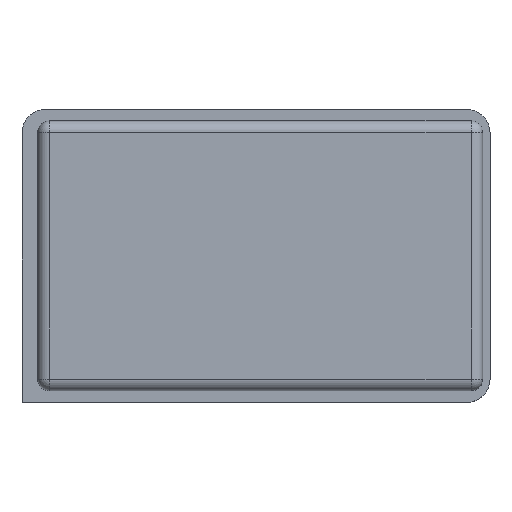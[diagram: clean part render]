
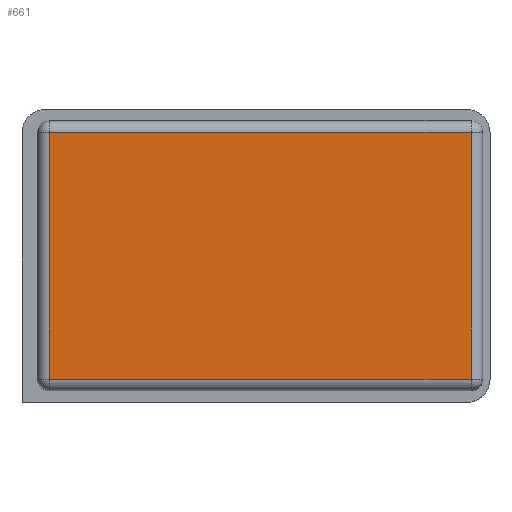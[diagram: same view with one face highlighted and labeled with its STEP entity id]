
A CAD part, top view. The second image highlights one B-rep face of the part: STEP entity #661.
In plain terms, the highlighted planar face has unit normal (0, 0, 1).
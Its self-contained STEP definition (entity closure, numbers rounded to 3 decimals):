
#33=VECTOR('',#34,1.);
#34=DIRECTION('',(1.,0.,0.));
#45=DIRECTION('',(0.,1.,0.));
#59=VECTOR('',#60,1.);
#60=DIRECTION('',(0.,-1.,0.));
#106=VECTOR('',#107,1.);
#107=DIRECTION('',(-1.,0.,0.));
#118=VECTOR('',#45,1.);
#171=DIRECTION('',(0.,0.,-1.));
#545=VERTEX_POINT('',#546);
#546=CARTESIAN_POINT('',(16.835,9.225,5.88));
#561=VERTEX_POINT('',#562);
#562=CARTESIAN_POINT('',(16.835,-1.475,5.88));
#567=EDGE_CURVE('',#561,#545,#568,.T.);
#568=LINE('',#562,#118);
#586=VERTEX_POINT('',#587);
#587=CARTESIAN_POINT('',(-1.465,-1.475,5.88));
#592=EDGE_CURVE('',#586,#561,#593,.T.);
#593=LINE('',#587,#33);
#612=VERTEX_POINT('',#613);
#613=CARTESIAN_POINT('',(-1.465,9.225,5.88));
#618=EDGE_CURVE('',#612,#586,#619,.T.);
#619=LINE('',#613,#59);
#636=EDGE_CURVE('',#545,#612,#637,.T.);
#637=LINE('',#546,#106);
#661=ADVANCED_FACE('',(#662),#668,.F.);
#662=FACE_BOUND('',#663,.F.);
#663=EDGE_LOOP('',(#664,#665,#666,#667));
#664=ORIENTED_EDGE('',*,*,#592,.F.);
#665=ORIENTED_EDGE('',*,*,#618,.F.);
#666=ORIENTED_EDGE('',*,*,#636,.F.);
#667=ORIENTED_EDGE('',*,*,#567,.F.);
#668=PLANE('',#669);
#669=AXIS2_PLACEMENT_3D('',#670,#171,#107);
#670=CARTESIAN_POINT('',(-1.465,-1.975,5.88));
